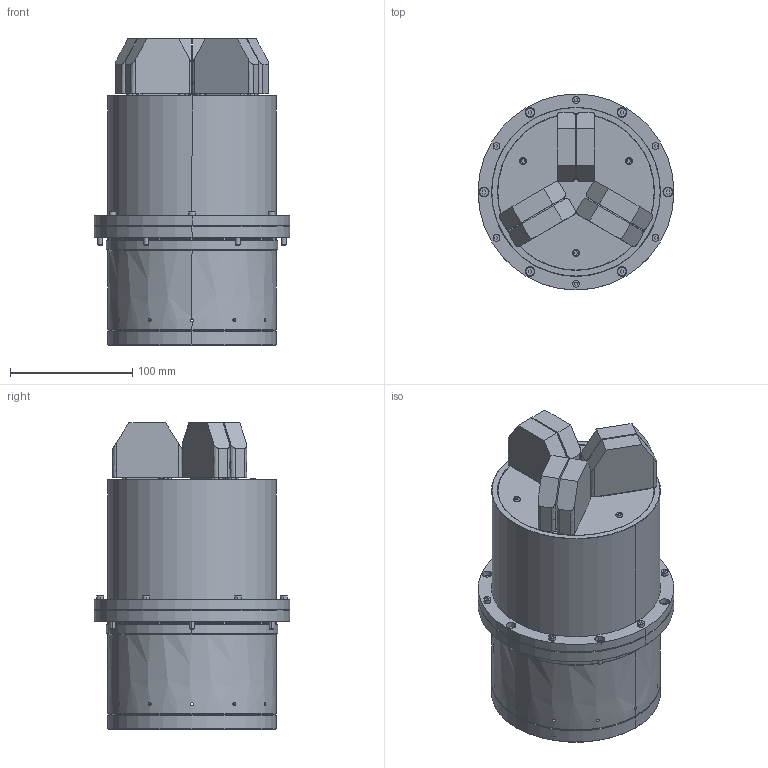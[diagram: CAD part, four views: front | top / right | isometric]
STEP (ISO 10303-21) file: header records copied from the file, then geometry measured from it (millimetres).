
FILE_DESCRIPTION((''),'2;1');
FILE_NAME('0203000_ASM','2014-02-11T',('seb.theis'),('ISP SYSTEM'),'PRO/ENGINEER BY PARAMETRIC TECHNOLOGY CORPORATION, 2012360','PRO/ENGINEER BY PARAMETRIC TECHNOLOGY CORPORATION, 2012360','');
FILE_SCHEMA(('CONFIG_CONTROL_DESIGN'));
Length unit declared in the file: millimetre
Products named in the file (17): 0203001; 0203102; 0203003; 0203017; VIS_CHC_M2-5_6; 0203005; 0203004; VIS_CHC_M3_12; 0203015; VIS_CHC_M3_16; VIS_CHC_M4_16; 0203018; OUTILLAGE_VISSAGE_ASM; VIS_CBC_M3_8; SUBD25; 0203022; 0203000_ASM
Assembly tree (55 placements, depth 2):
  0203000_ASM
    0203001
    0203102
    0203003
    0203017  x6
    VIS_CHC_M2-5_6  x6
    0203005
    0203004
    VIS_CHC_M3_12  x6
    0203015  x3
    VIS_CHC_M3_16  x6
    VIS_CHC_M4_16  x6
    0203018
    OUTILLAGE_VISSAGE_ASM
    VIS_CBC_M3_8  x3
    SUBD25  x6
    0203022  x6
Bounding box: 160 x 160 x 250.35 mm (x, y, z)
Volume: 1370764.4 mm3; surface area: 361597.7 mm2
Topology: 54 solids, 54 shells, 1355 faces, 3343 edges, 2173 vertices
Faces by surface type: bspline 1355
Entity records: 24873 total; most frequent: CARTESIAN_POINT 10646, ORIENTED_EDGE 3122, DIRECTION 2201, EDGE_CURVE 1561, VERTEX_POINT 1010, VECTOR 861, LINE 861, EDGE_LOOP 793
